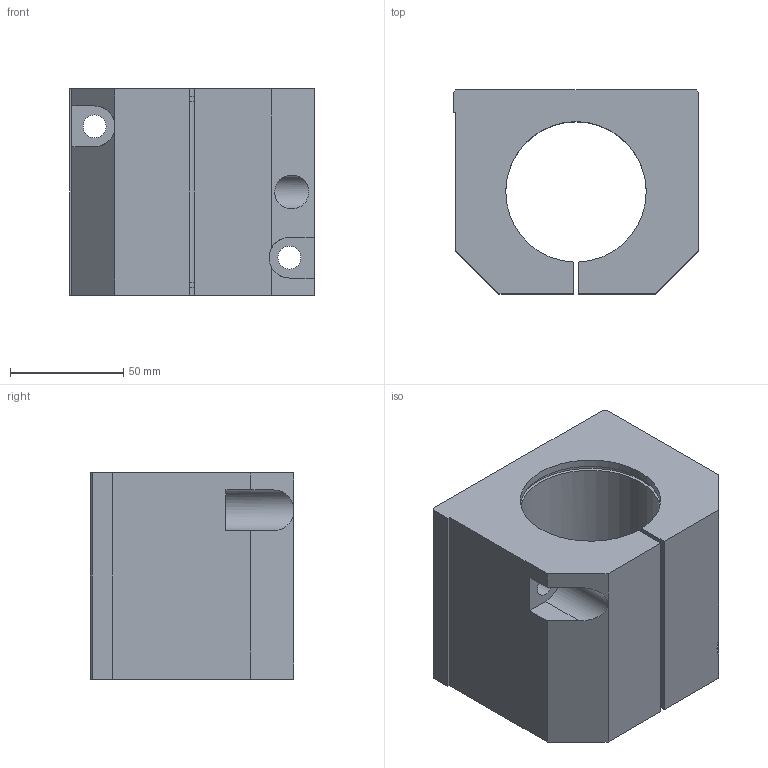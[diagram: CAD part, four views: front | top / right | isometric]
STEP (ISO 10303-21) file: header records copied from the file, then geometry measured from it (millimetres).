
FILE_DESCRIPTION( ( 'STEP AP214' ), '1' );
FILE_NAME( 'AG-AJ-40_2_14a.stp', ' ', ( ' ' ), ( ' ' ), 'PSStep 15.0.47', 'PARTsolutions', ' ' );
FILE_SCHEMA( ( 'AUTOMOTIVE_DESIGN { 1 0 10303 214 1 1 1 1 }' ) );
Length unit declared in the file: millimetre
Products named in the file (1): HI_AG-AJ-40
Bounding box: 108 x 90 x 91 mm (x, y, z)
Volume: 535332.5 mm3; surface area: 75281 mm2
Topology: 1 solids, 1 shells, 48 faces, 129 edges, 85 vertices
Faces by surface type: plane 29, cylinder 14, cone 5
Full cylindrical faces by diameter (mm): 4.3 x1, 6.647 x1, 9 x1, 10.106 x3, 15 x1
Entity records: 1882 total; most frequent: CARTESIAN_POINT 301, DIRECTION 244, ORIENTED_EDGE 226, EDGE_CURVE 113, AXIS2_PLACEMENT_3D 83, VERTEX_POINT 82, LINE 78, VECTOR 78
